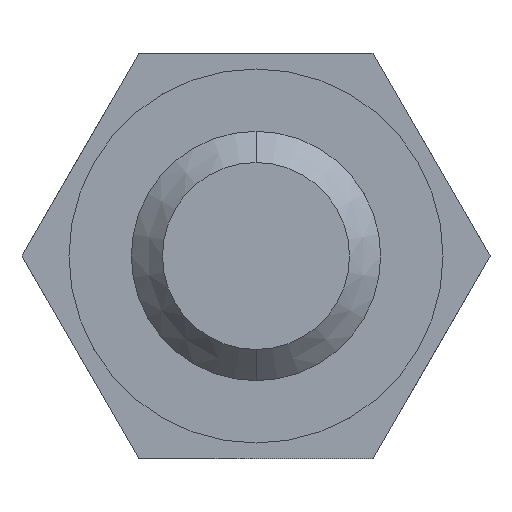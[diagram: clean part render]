
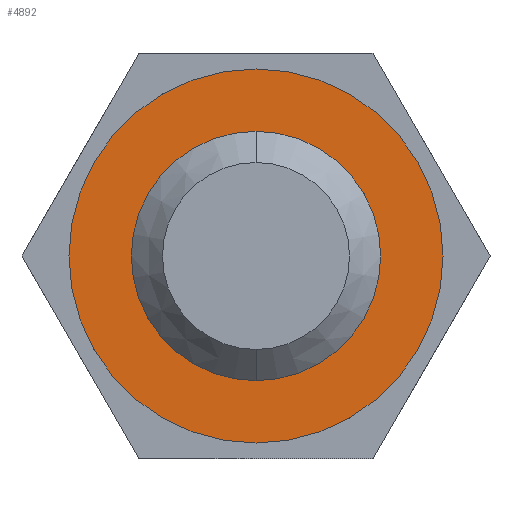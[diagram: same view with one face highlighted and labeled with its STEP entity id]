
A CAD part, front view. The second image highlights one B-rep face of the part: STEP entity #4892.
In plain terms, the highlighted planar face has unit normal (0, -1, 0).
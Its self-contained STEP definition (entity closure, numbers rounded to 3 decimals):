
#183 = EDGE_CURVE ( 'NONE', #1034, #3585, #3403, .T. ) ;
#279 = VERTEX_POINT ( 'NONE', #1666 ) ;
#477 = ORIENTED_EDGE ( 'NONE', *, *, #183, .T. ) ;
#699 = CARTESIAN_POINT ( 'NONE',  ( 0., -0.2, 0. ) ) ;
#729 = ORIENTED_EDGE ( 'NONE', *, *, #952, .F. ) ;
#762 = DIRECTION ( 'NONE',  ( 0., -1., 0. ) ) ;
#828 = CARTESIAN_POINT ( 'NONE',  ( 0., -0.2, 0. ) ) ;
#836 = DIRECTION ( 'NONE',  ( 0., -1., 0. ) ) ;
#848 = DIRECTION ( 'NONE',  ( 0., 0., -1. ) ) ;
#952 = EDGE_CURVE ( 'NONE', #3246, #279, #1981, .T. ) ;
#958 = AXIS2_PLACEMENT_3D ( 'NONE', #699, #762, #983 ) ;
#983 = DIRECTION ( 'NONE',  ( 0., 0., -1. ) ) ;
#1034 = VERTEX_POINT ( 'NONE', #3573 ) ;
#1072 = CARTESIAN_POINT ( 'NONE',  ( 0., -0.2, 0. ) ) ;
#1094 = AXIS2_PLACEMENT_3D ( 'NONE', #4754, #4718, #2447 ) ;
#1455 = EDGE_LOOP ( 'NONE', ( #729, #2704 ) ) ;
#1555 = CIRCLE ( 'NONE', #958, 6. ) ;
#1584 = CARTESIAN_POINT ( 'NONE',  ( 0., -0.2, 6. ) ) ;
#1595 = CARTESIAN_POINT ( 'NONE',  ( 0., -0.2, 0. ) ) ;
#1666 = CARTESIAN_POINT ( 'NONE',  ( 0., -0.2, -4. ) ) ;
#1716 = DIRECTION ( 'NONE',  ( 0., -1., 0. ) ) ;
#1981 = CIRCLE ( 'NONE', #3564, 4. ) ;
#1982 = DIRECTION ( 'NONE',  ( 0., 0., -1. ) ) ;
#1983 = EDGE_LOOP ( 'NONE', ( #3592, #477 ) ) ;
#1994 = CARTESIAN_POINT ( 'NONE',  ( 0., -0.2, 4. ) ) ;
#2397 = AXIS2_PLACEMENT_3D ( 'NONE', #828, #836, #848 ) ;
#2447 = DIRECTION ( 'NONE',  ( 0., 0., -1. ) ) ;
#2522 = CIRCLE ( 'NONE', #4665, 4. ) ;
#2624 = EDGE_CURVE ( 'NONE', #3585, #1034, #1555, .T. ) ;
#2704 = ORIENTED_EDGE ( 'NONE', *, *, #4124, .F. ) ;
#3069 = DIRECTION ( 'NONE',  ( 0., 0., -1. ) ) ;
#3246 = VERTEX_POINT ( 'NONE', #1994 ) ;
#3403 = CIRCLE ( 'NONE', #2397, 6. ) ;
#3564 = AXIS2_PLACEMENT_3D ( 'NONE', #1072, #1716, #3069 ) ;
#3573 = CARTESIAN_POINT ( 'NONE',  ( 0., -0.2, -6. ) ) ;
#3585 = VERTEX_POINT ( 'NONE', #1584 ) ;
#3592 = ORIENTED_EDGE ( 'NONE', *, *, #2624, .T. ) ;
#4015 = FACE_BOUND ( 'NONE', #1455, .T. ) ;
#4124 = EDGE_CURVE ( 'NONE', #279, #3246, #2522, .T. ) ;
#4303 = DIRECTION ( 'NONE',  ( 0., -1., 0. ) ) ;
#4370 = PLANE ( 'NONE',  #1094 ) ;
#4665 = AXIS2_PLACEMENT_3D ( 'NONE', #1595, #4303, #1982 ) ;
#4718 = DIRECTION ( 'NONE',  ( 0., -1., 0. ) ) ;
#4754 = CARTESIAN_POINT ( 'NONE',  ( 0., -0.2, 0. ) ) ;
#4892 = ADVANCED_FACE ( 'NONE', ( #4015, #5019 ), #4370, .T. ) ;
#5019 = FACE_OUTER_BOUND ( 'NONE', #1983, .T. ) ;
